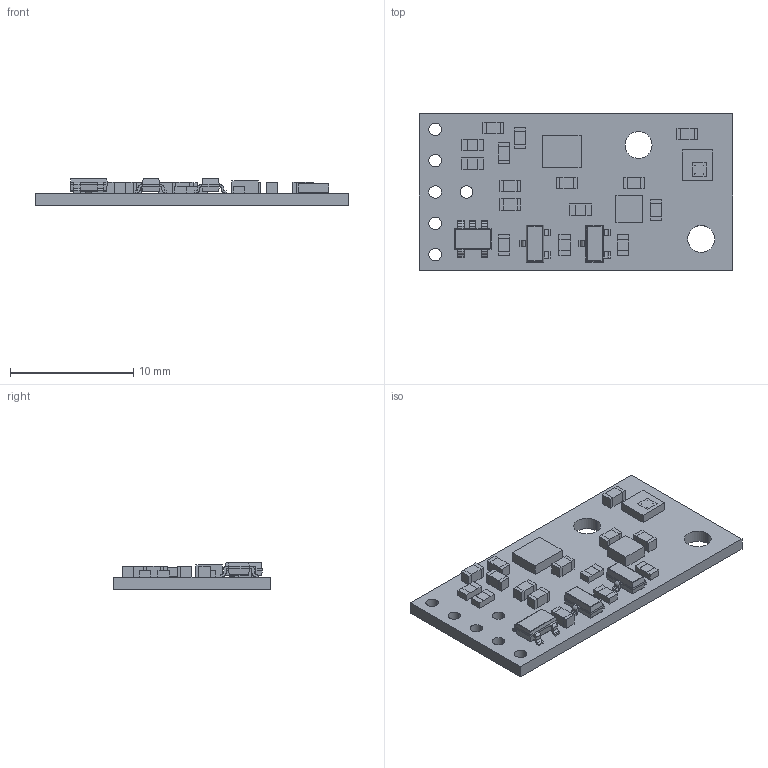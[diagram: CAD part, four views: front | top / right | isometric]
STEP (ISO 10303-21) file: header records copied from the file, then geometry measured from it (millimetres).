
FILE_DESCRIPTION (( 'STEP AP214' ), '1' );
FILE_NAME ('imu08a01-for-step.step', '2023-05-18T21:10:21', ( '' ), ( '' ), 'SwSTEP 2.0', 'SolidWorks 2023', '' );
FILE_SCHEMA (( 'AUTOMOTIVE_DESIGN' ));
Length unit declared in the file: millimetre
Products named in the file (1): imu08a01-for-step
Bounding box: 25.4 x 12.7 x 2.22 mm (x, y, z)
Volume: 364.3 mm3; surface area: 897.1 mm2
Topology: 1 solids, 1 shells, 868 faces, 2280 edges, 1476 vertices
Faces by surface type: plane 589, bspline 187, cylinder 92
Entity records: 43029 total; most frequent: CARTESIAN_POINT 13360, ORIENTED_EDGE 4560, DIRECTION 3322, EDGE_CURVE 2280, LINE 1686, VECTOR 1686, VERTEX_POINT 1476, EDGE_LOOP 980
